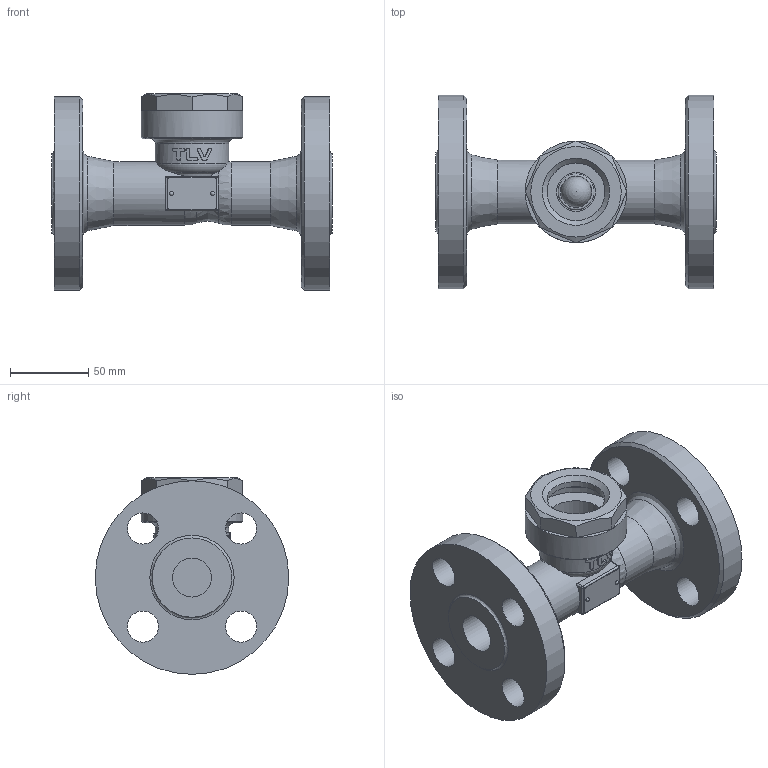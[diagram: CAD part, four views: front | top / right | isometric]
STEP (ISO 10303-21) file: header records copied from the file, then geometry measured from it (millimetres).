
FILE_DESCRIPTION((''),'2;1');
FILE_NAME('t10n0-025-a0300-00.stp','2010-06-16T16:18:16',('nakaot'),(''),'Autodesk Inventor 2008','Autodesk Inventor 2008','');
FILE_SCHEMA(('AUTOMOTIVE_DESIGN { 1 0 10303 214 1 1 1 1 }'));
Length unit declared in the file: millimetre
Products named in the file (1): t10n0-025-a0300-00
Bounding box: 180 x 124 x 126 mm (x, y, z)
Volume: 634262.5 mm3; surface area: 107905.8 mm2
Topology: 2 solids, 2 shells, 141 faces, 354 edges, 222 vertices
Faces by surface type: plane 46, bspline 40, cylinder 32, cone 11, sphere 10, torus 2
Full cylindrical faces by diameter (mm): 20 x4, 23 x1, 25 x2, 37 x2, 41 x2, 47 x1, 51 x1, 56 x1, 65 x1, 124 x1
Entity records: 10217 total; most frequent: CARTESIAN_POINT 7319, ORIENTED_EDGE 578, DIRECTION 514, EDGE_CURVE 289, EDGE_LOOP 214, AXIS2_PLACEMENT_3D 210, VERTEX_POINT 208, FACE_OUTER_BOUND 141
